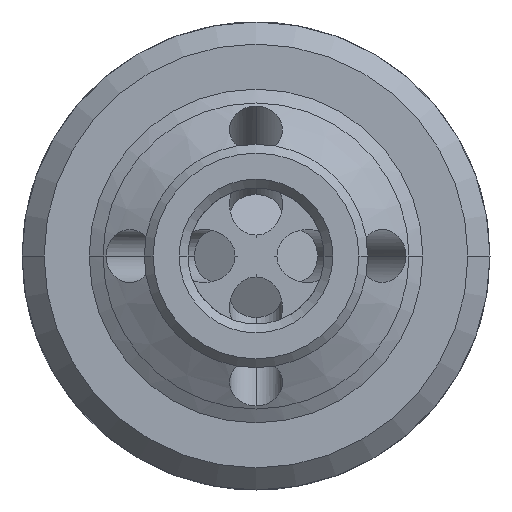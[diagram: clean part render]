
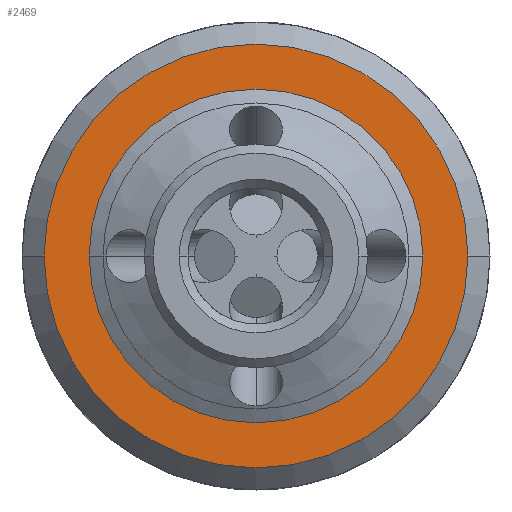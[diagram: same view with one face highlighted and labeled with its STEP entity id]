
A CAD part, front view. The second image highlights one B-rep face of the part: STEP entity #2469.
In plain terms, the highlighted planar face has unit normal (0, -1, 0).
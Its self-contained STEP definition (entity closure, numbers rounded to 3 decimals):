
#352=CARTESIAN_POINT('',(0.,0.,0.));
#353=DIRECTION('',(0.,1.,0.));
#354=DIRECTION('',(-1.,0.,0.));
#355=AXIS2_PLACEMENT_3D('',#352,#353,#354);
#357=CARTESIAN_POINT('',(0.,0.,0.));
#358=DIRECTION('',(0.,1.,0.));
#359=DIRECTION('',(1.,0.,0.));
#360=AXIS2_PLACEMENT_3D('',#357,#358,#359);
#362=CARTESIAN_POINT('',(0.,0.,0.));
#363=DIRECTION('',(0.,-1.,0.));
#364=DIRECTION('',(-1.,0.,0.));
#365=AXIS2_PLACEMENT_3D('',#362,#363,#364);
#367=CARTESIAN_POINT('',(0.,0.,0.));
#368=DIRECTION('',(0.,-1.,0.));
#369=DIRECTION('',(1.,0.,0.));
#370=AXIS2_PLACEMENT_3D('',#367,#368,#369);
#1885=CARTESIAN_POINT('',(-12.,0.,0.));
#1886=VERTEX_POINT('',#1885);
#1887=CARTESIAN_POINT('',(12.,0.,0.));
#1888=VERTEX_POINT('',#1887);
#1889=CARTESIAN_POINT('',(-8.85,0.,0.));
#1890=CARTESIAN_POINT('',(8.85,0.,0.));
#1891=VERTEX_POINT('',#1889);
#1892=VERTEX_POINT('',#1890);
#2454=CARTESIAN_POINT('',(0.,0.,0.));
#2455=DIRECTION('',(0.,-1.,0.));
#2456=DIRECTION('',(-1.,0.,0.));
#2457=AXIS2_PLACEMENT_3D('',#2454,#2455,#2456);
#2458=PLANE('',#2457);
#2460=ORIENTED_EDGE('',*,*,#2459,.T.);
#2462=ORIENTED_EDGE('',*,*,#2461,.T.);
#2463=EDGE_LOOP('',(#2460,#2462));
#2464=FACE_OUTER_BOUND('',#2463,.F.);
#2465=ORIENTED_EDGE('',*,*,#2449,.T.);
#2466=ORIENTED_EDGE('',*,*,#2433,.T.);
#2467=EDGE_LOOP('',(#2465,#2466));
#2468=FACE_BOUND('',#2467,.F.);
#356=CIRCLE('',#355,12.);
#361=CIRCLE('',#360,12.);
#366=CIRCLE('',#365,8.85);
#371=CIRCLE('',#370,8.85);
#2433=EDGE_CURVE('',#1892,#1891,#371,.T.);
#2449=EDGE_CURVE('',#1891,#1892,#366,.T.);
#2459=EDGE_CURVE('',#1886,#1888,#356,.T.);
#2461=EDGE_CURVE('',#1888,#1886,#361,.T.);
#2469=ADVANCED_FACE('',(#2464,#2468),#2458,.T.);
